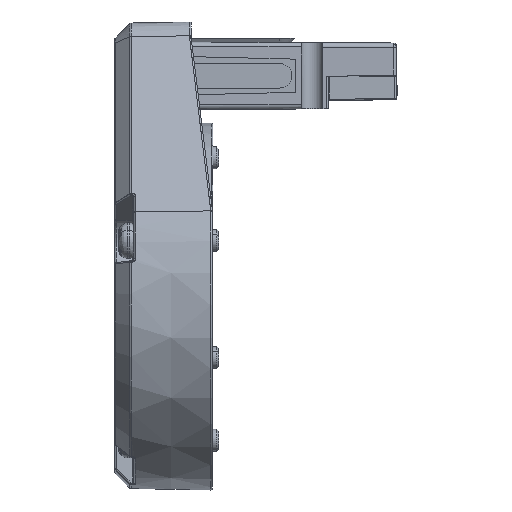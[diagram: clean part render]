
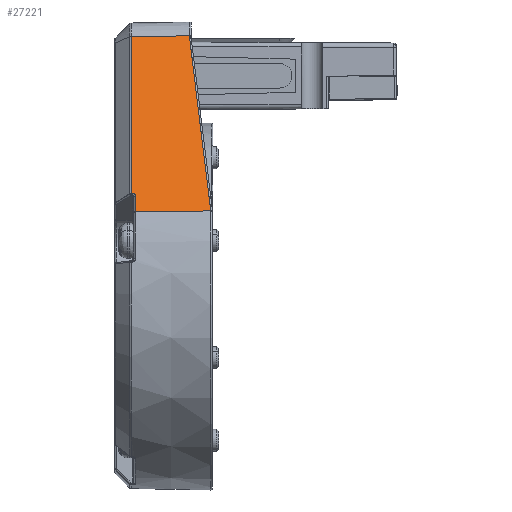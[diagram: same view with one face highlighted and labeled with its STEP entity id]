
A CAD part, left-side view. The second image highlights one B-rep face of the part: STEP entity #27221.
In plain terms, the highlighted planar face has unit normal (-0.887, 0.018, 0.462).
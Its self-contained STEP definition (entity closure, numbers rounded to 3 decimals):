
#743 = VERTEX_POINT ( 'NONE', #45850 ) ;
#1229 = EDGE_CURVE ( 'NONE', #14802, #48677, #41730, .T. ) ;
#1569 = PLANE ( 'NONE',  #35353 ) ;
#2497 = VECTOR ( 'NONE', #38358, 1000. ) ;
#2991 = DIRECTION ( 'NONE',  ( -0.015, -1., 0.008 ) ) ;
#3448 = LINE ( 'NONE', #42629, #57114 ) ;
#3651 = CARTESIAN_POINT ( 'NONE',  ( -9.303, 2.7, 30.755 ) ) ;
#6635 = CARTESIAN_POINT ( 'NONE',  ( -18.691, 9.588, 12.46 ) ) ;
#6798 = ORIENTED_EDGE ( 'NONE', *, *, #24442, .T. ) ;
#10936 = DIRECTION ( 'NONE',  ( -0.014, -1., 0.011 ) ) ;
#11070 = DIRECTION ( 'NONE',  ( -0.887, 0.017, 0.462 ) ) ;
#11269 = CARTESIAN_POINT ( 'NONE',  ( -9.167, 2.703, 31.016 ) ) ;
#12769 = DIRECTION ( 'NONE',  ( -0.462, 0., -0.887 ) ) ;
#13032 = VERTEX_POINT ( 'NONE', #17456 ) ;
#13582 = VERTEX_POINT ( 'NONE', #6635 ) ;
#14802 = VERTEX_POINT ( 'NONE', #63811 ) ;
#16874 = VECTOR ( 'NONE', #35898, 1000. ) ;
#17313 = VERTEX_POINT ( 'NONE', #49336 ) ;
#17456 = CARTESIAN_POINT ( 'NONE',  ( -19.818, 9.053, 10.316 ) ) ;
#17544 = ORIENTED_EDGE ( 'NONE', *, *, #55447, .F. ) ;
#17909 = CARTESIAN_POINT ( 'NONE',  ( -19.955, 0.203, 10.388 ) ) ;
#18051 = EDGE_CURVE ( 'NONE', #40021, #18293, #19021, .T. ) ;
#18293 = VERTEX_POINT ( 'NONE', #46348 ) ;
#18788 = DIRECTION ( 'NONE',  ( -0.015, -1., 0.008 ) ) ;
#18923 = ORIENTED_EDGE ( 'NONE', *, *, #55625, .T. ) ;
#19021 = LINE ( 'NONE', #47083, #43948 ) ;
#19624 = CARTESIAN_POINT ( 'NONE',  ( -18.785, 9.053, 12.3 ) ) ;
#21144 = VERTEX_POINT ( 'NONE', #56342 ) ;
#21368 =( BOUNDED_CURVE ( )  B_SPLINE_CURVE ( 3, ( #44648, #19624, #63753, #44012 ),
 .UNSPECIFIED., .F., .T. ) 
 B_SPLINE_CURVE_WITH_KNOTS ( ( 4, 4 ),
 ( 4.813, 6.283 ),
 .UNSPECIFIED. ) 
 CURVE ( )  GEOMETRIC_REPRESENTATION_ITEM ( )  RATIONAL_B_SPLINE_CURVE ( ( 1., 0.828, 0.828, 1. ) ) 
 REPRESENTATION_ITEM ( '' )  );
#21447 = VECTOR ( 'NONE', #36847, 1000. ) ;
#24442 = EDGE_CURVE ( 'NONE', #13582, #21144, #42022, .T. ) ;
#26713 = CARTESIAN_POINT ( 'NONE',  ( -18.693, 9.453, 12.461 ) ) ;
#26935 = CARTESIAN_POINT ( 'NONE',  ( -18.695, 9.413, 12.46 ) ) ;
#27221 = ADVANCED_FACE ( 'NONE', ( #51063 ), #1569, .T. ) ;
#28485 = VECTOR ( 'NONE', #58586, 1000. ) ;
#29360 = CARTESIAN_POINT ( 'NONE',  ( -9.06, 9.588, 30.961 ) ) ;
#32037 = VECTOR ( 'NONE', #2991, 1000. ) ;
#32610 = CARTESIAN_POINT ( 'NONE',  ( -18.693, 9.44, 12.461 ) ) ;
#33051 = EDGE_LOOP ( 'NONE', ( #56452, #35223, #57284, #18923, #6798, #17544, #39608, #41086, #60737, #62559 ) ) ;
#33168 = EDGE_CURVE ( 'NONE', #17313, #14802, #51025, .T. ) ;
#33385 = CARTESIAN_POINT ( 'NONE',  ( -19.818, 9.053, 10.316 ) ) ;
#35223 = ORIENTED_EDGE ( 'NONE', *, *, #37533, .T. ) ;
#35353 = AXIS2_PLACEMENT_3D ( 'NONE', #55456, #11070, #46102 ) ;
#35613 = CARTESIAN_POINT ( 'NONE',  ( -18.695, 9.413, 12.46 ) ) ;
#35898 = DIRECTION ( 'NONE',  ( 0.462, 0., 0.887 ) ) ;
#36062 = EDGE_CURVE ( 'NONE', #13032, #17313, #39834, .T. ) ;
#36509 = CARTESIAN_POINT ( 'NONE',  ( -9.29, 2.703, 30.78 ) ) ;
#36847 = DIRECTION ( 'NONE',  ( 0.462, 0., 0.887 ) ) ;
#37533 = EDGE_CURVE ( 'NONE', #48677, #18293, #63824, .T. ) ;
#37736 = CARTESIAN_POINT ( 'NONE',  ( -19.958, 0., 10.389 ) ) ;
#38358 = DIRECTION ( 'NONE',  ( -0.462, 0., -0.887 ) ) ;
#39608 = ORIENTED_EDGE ( 'NONE', *, *, #54737, .F. ) ;
#39834 = LINE ( 'NONE', #37736, #32037 ) ;
#40021 = VERTEX_POINT ( 'NONE', #29360 ) ;
#41086 = ORIENTED_EDGE ( 'NONE', *, *, #51182, .T. ) ;
#41730 = LINE ( 'NONE', #3651, #28485 ) ;
#42022 = LINE ( 'NONE', #55347, #56778 ) ;
#42629 = CARTESIAN_POINT ( 'NONE',  ( -18.769, 9.588, 12.311 ) ) ;
#43948 = VECTOR ( 'NONE', #18788, 1000. ) ;
#44012 = CARTESIAN_POINT ( 'NONE',  ( -18.695, 9.413, 12.46 ) ) ;
#44648 = CARTESIAN_POINT ( 'NONE',  ( -18.886, 9.053, 12.105 ) ) ;
#44886 =( BOUNDED_CURVE ( )  B_SPLINE_CURVE ( 3, ( #26935, #61733, #32610, #26713 ),
 .UNSPECIFIED., .F., .T. ) 
 B_SPLINE_CURVE_WITH_KNOTS ( ( 4, 4 ),
 ( 0., 0.1 ),
 .UNSPECIFIED. ) 
 CURVE ( )  GEOMETRIC_REPRESENTATION_ITEM ( )  RATIONAL_B_SPLINE_CURVE ( ( 1., 0.999, 0.999, 1. ) ) 
 REPRESENTATION_ITEM ( '' )  );
#45850 = CARTESIAN_POINT ( 'NONE',  ( -18.886, 9.053, 12.105 ) ) ;
#46102 = DIRECTION ( 'NONE',  ( 0.462, 0., 0.887 ) ) ;
#46348 = CARTESIAN_POINT ( 'NONE',  ( -9.167, 2.703, 31.016 ) ) ;
#47083 = CARTESIAN_POINT ( 'NONE',  ( -9.209, 0., 31.038 ) ) ;
#48677 = VERTEX_POINT ( 'NONE', #36509 ) ;
#49336 = CARTESIAN_POINT ( 'NONE',  ( -19.955, 0.203, 10.388 ) ) ;
#51025 = LINE ( 'NONE', #17909, #21447 ) ;
#51063 = FACE_OUTER_BOUND ( 'NONE', #33051, .T. ) ;
#51182 = EDGE_CURVE ( 'NONE', #743, #13032, #56918, .T. ) ;
#54737 = EDGE_CURVE ( 'NONE', #743, #55654, #21368, .T. ) ;
#55347 = CARTESIAN_POINT ( 'NONE',  ( -18.827, -0.064, 12.564 ) ) ;
#55447 = EDGE_CURVE ( 'NONE', #55654, #21144, #44886, .T. ) ;
#55456 = CARTESIAN_POINT ( 'NONE',  ( -9.209, 0., 31.038 ) ) ;
#55625 = EDGE_CURVE ( 'NONE', #40021, #13582, #3448, .T. ) ;
#55654 = VERTEX_POINT ( 'NONE', #35613 ) ;
#56342 = CARTESIAN_POINT ( 'NONE',  ( -18.693, 9.453, 12.461 ) ) ;
#56452 = ORIENTED_EDGE ( 'NONE', *, *, #1229, .T. ) ;
#56778 = VECTOR ( 'NONE', #10936, 1000. ) ;
#56918 = LINE ( 'NONE', #33385, #2497 ) ;
#57114 = VECTOR ( 'NONE', #12769, 1000. ) ;
#57284 = ORIENTED_EDGE ( 'NONE', *, *, #18051, .F. ) ;
#58586 = DIRECTION ( 'NONE',  ( 0.461, 0.108, 0.881 ) ) ;
#60737 = ORIENTED_EDGE ( 'NONE', *, *, #36062, .T. ) ;
#61733 = CARTESIAN_POINT ( 'NONE',  ( -18.694, 9.427, 12.461 ) ) ;
#62559 = ORIENTED_EDGE ( 'NONE', *, *, #33168, .T. ) ;
#63753 = CARTESIAN_POINT ( 'NONE',  ( -18.708, 9.198, 12.443 ) ) ;
#63811 = CARTESIAN_POINT ( 'NONE',  ( -19.912, 0.203, 10.469 ) ) ;
#63824 = LINE ( 'NONE', #11269, #16874 ) ;
